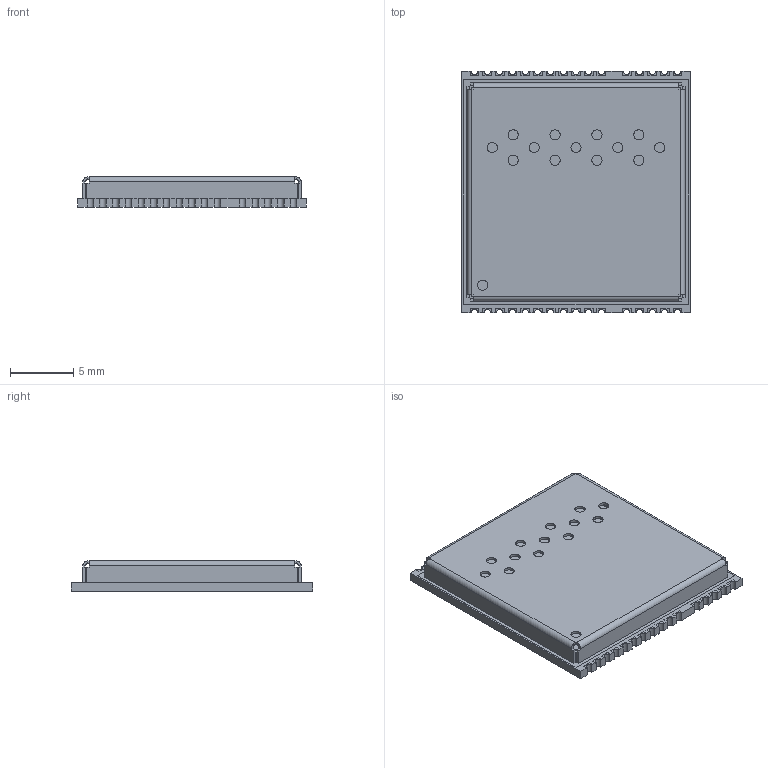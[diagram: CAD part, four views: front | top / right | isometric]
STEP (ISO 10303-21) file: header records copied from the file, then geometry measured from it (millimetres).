
FILE_DESCRIPTION (( 'STEP AP214' ), '1' );
FILE_NAME ('TT-MC1a.STEP', '2019-09-30T06:42:25', ( '' ), ( '' ), 'SwSTEP 2.0', 'SolidWorks 2019', '' );
FILE_SCHEMA (( 'AUTOMOTIVE_DESIGN' ));
Length unit declared in the file: millimetre
Products named in the file (3): MC_shield_3D; PCB_MC1a; TT-MC1a
Assembly tree (2 placements, depth 2):
  TT-MC1a
    PCB_MC1a
    MC_shield_3D
Bounding box: 18 x 19 x 2.4 mm (x, y, z)
Volume: 312.9 mm3; surface area: 1516.6 mm2
Topology: 2 solids, 2 shells, 444 faces, 1282 edges, 844 vertices
Faces by surface type: plane 370, cylinder 74
Entity records: 15985 total; most frequent: CARTESIAN_POINT 2575, ORIENTED_EDGE 2564, DIRECTION 2328, EDGE_CURVE 1282, LINE 1134, VECTOR 1134, VERTEX_POINT 844, AXIS2_PLACEMENT_3D 597
